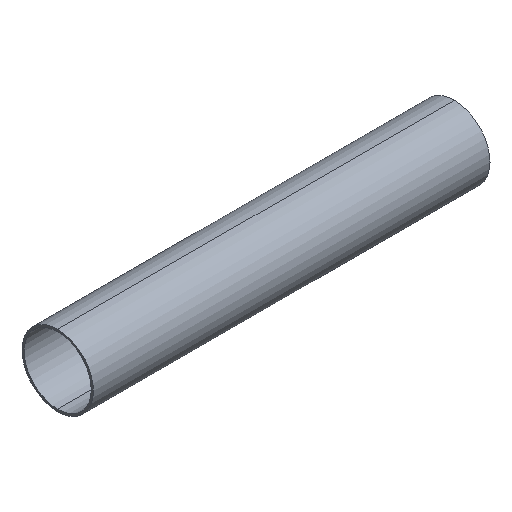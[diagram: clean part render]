
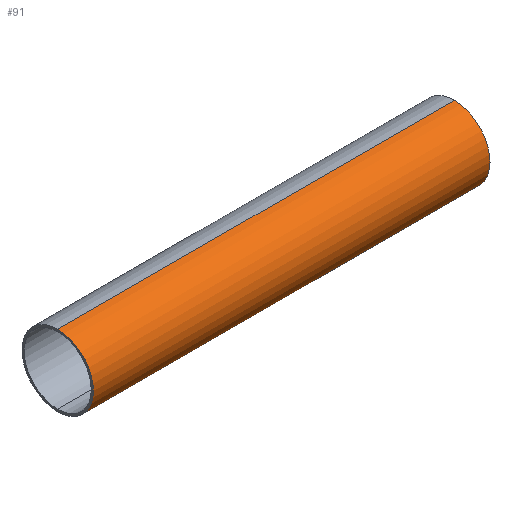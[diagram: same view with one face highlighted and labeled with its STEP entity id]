
A CAD part, isometric view. The second image highlights one B-rep face of the part: STEP entity #91.
In plain terms, the highlighted cylindrical face has radius 450 mm (diameter 900 mm), a partial arc.
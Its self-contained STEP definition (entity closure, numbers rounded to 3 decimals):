
#55 = VERTEX_POINT( '', #126 );
#57 = VERTEX_POINT( '', #128 );
#61 = VERTEX_POINT( '', #134 );
#71 = EDGE_CURVE( '', #61, #89, #144, .T. );
#75 = EDGE_CURVE( '', #57, #61, #148, .T. );
#81 = EDGE_CURVE( '', #55, #57, #154, .T. );
#89 = VERTEX_POINT( '', #162 );
#91 = ADVANCED_FACE( '', ( #164 ), #165, .T. );
#99 = EDGE_CURVE( '', #89, #55, #176, .T. );
#126 = CARTESIAN_POINT( '', ( 5000., 0., 450. ) );
#128 = CARTESIAN_POINT( '', ( 0., 0., 450. ) );
#134 = CARTESIAN_POINT( '', ( 0., 0., -450. ) );
#144 = LINE( '', #218, #219 );
#148 = CIRCLE( '', #225, 450. );
#154 = LINE( '', #234, #235 );
#162 = CARTESIAN_POINT( '', ( 5000., 0., -450. ) );
#164 = FACE_OUTER_BOUND( '', #245, .T. );
#165 = CYLINDRICAL_SURFACE( '', #246, 450. );
#176 = CIRCLE( '', #258, 450. );
#218 = CARTESIAN_POINT( '', ( 0., 0., -450. ) );
#219 = VECTOR( '', #291, 1. );
#225 = AXIS2_PLACEMENT_3D( '', #295, #296, #297 );
#234 = CARTESIAN_POINT( '', ( 0., 0., 450. ) );
#235 = VECTOR( '', #304, 1. );
#245 = EDGE_LOOP( '', ( #306, #307, #308, #309 ) );
#246 = AXIS2_PLACEMENT_3D( '', #310, #311, #312 );
#258 = AXIS2_PLACEMENT_3D( '', #329, #330, #331 );
#291 = DIRECTION( '', ( 1., 0., 0. ) );
#295 = CARTESIAN_POINT( '', ( 0., 0., 0. ) );
#296 = DIRECTION( '', ( 1., 0., 0. ) );
#297 = DIRECTION( '', ( 0., 0., -1. ) );
#304 = DIRECTION( '', ( -1., 0., 0. ) );
#306 = ORIENTED_EDGE( '', *, *, #71, .T. );
#307 = ORIENTED_EDGE( '', *, *, #99, .T. );
#308 = ORIENTED_EDGE( '', *, *, #81, .T. );
#309 = ORIENTED_EDGE( '', *, *, #75, .T. );
#310 = CARTESIAN_POINT( '', ( 0., 0., 0. ) );
#311 = DIRECTION( '', ( -1., 0., 0. ) );
#312 = DIRECTION( '', ( 0., 0., -1. ) );
#329 = CARTESIAN_POINT( '', ( 5000., 0., 0. ) );
#330 = DIRECTION( '', ( -1., 0., 0. ) );
#331 = DIRECTION( '', ( 0., 0., -1. ) );
